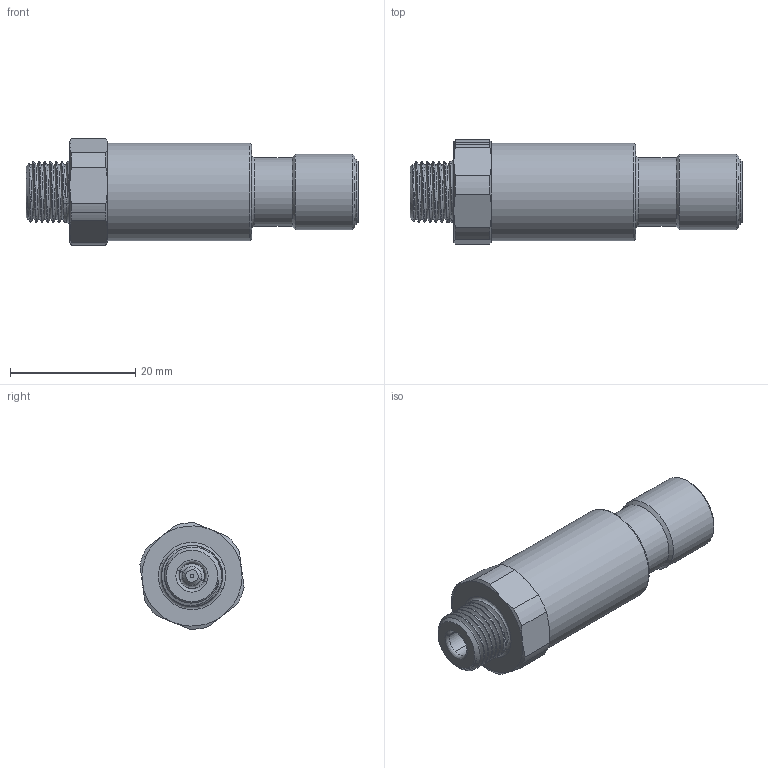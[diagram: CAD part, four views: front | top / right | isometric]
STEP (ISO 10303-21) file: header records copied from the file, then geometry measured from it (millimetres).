
FILE_DESCRIPTION(/* description */ ('Alibre Inc.'),/* implementation_level */ '2;1');
FILE_NAME(/* name */ 'export0',/* time_stamp */ '2018-07-06T08:56:38+02:00',/* author */ (''),/* organization */ (''),/* preprocessor_version */ 'ST-DEVELOPER v17',/* originating_system */ 'Alibre',/* authorisation */ '');
FILE_SCHEMA (('CONFIG_CONTROL_DESIGN'));
Length unit declared in the file: millimetre
Products named in the file (2): ID_1; ID_2
Bounding box: 53 x 16.62 x 16.98 mm (x, y, z)
Volume: 3698.6 mm3; surface area: 5891.7 mm2
Topology: 1 solids, 1 shells, 244 faces, 624 edges, 388 vertices
Faces by surface type: cylinder 100, plane 81, cone 29, bspline 20, sphere 8, torus 6
Full cylindrical faces by diameter (mm): 9.4 x1, 11 x1, 12 x1, 13.59 x1, 13.61 x1, 15.5 x1
Entity records: 12040 total; most frequent: CARTESIAN_POINT 6307, ORIENTED_EDGE 1194, DIRECTION 1056, EDGE_CURVE 595, AXIS2_PLACEMENT_3D 435, VERTEX_POINT 382, EDGE_LOOP 285, FACE_BOUND 285
